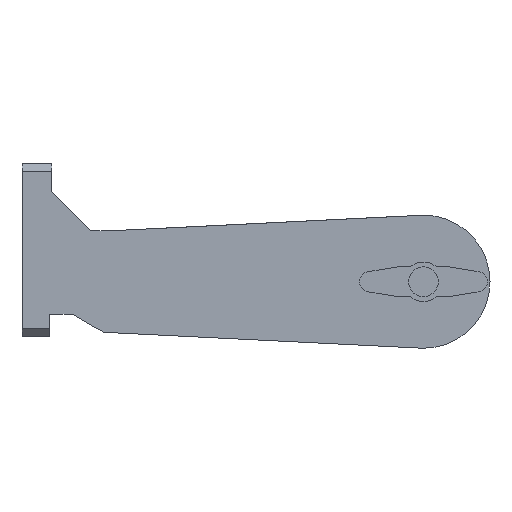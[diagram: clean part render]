
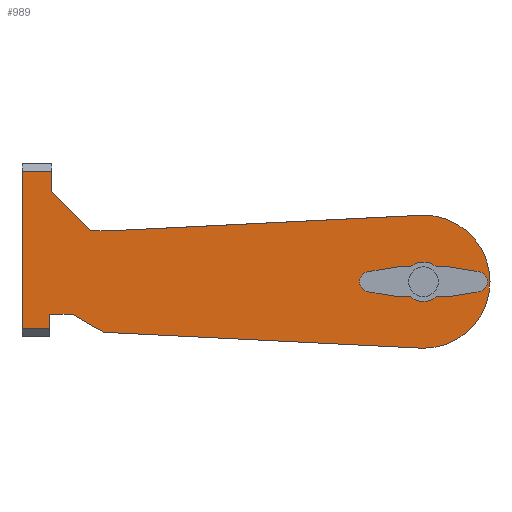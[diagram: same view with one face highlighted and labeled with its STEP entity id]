
A CAD part, front view. The second image highlights one B-rep face of the part: STEP entity #989.
In plain terms, the highlighted planar face has unit normal (0, -1, 0).
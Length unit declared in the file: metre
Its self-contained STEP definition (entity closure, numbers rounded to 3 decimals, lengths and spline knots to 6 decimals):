
#22=CIRCLE('',#1055,0.0064);
#23=CIRCLE('',#1056,0.0033);
#24=CIRCLE('',#1057,0.0064);
#25=CIRCLE('',#1058,0.0033);
#26=CIRCLE('',#1059,0.02159);
#60=ORIENTED_EDGE('',*,*,#343,.T.);
#61=ORIENTED_EDGE('',*,*,#344,.T.);
#62=ORIENTED_EDGE('',*,*,#345,.T.);
#63=ORIENTED_EDGE('',*,*,#346,.T.);
#64=ORIENTED_EDGE('',*,*,#347,.T.);
#65=ORIENTED_EDGE('',*,*,#348,.T.);
#66=ORIENTED_EDGE('',*,*,#349,.T.);
#67=ORIENTED_EDGE('',*,*,#350,.T.);
#68=ORIENTED_EDGE('',*,*,#351,.T.);
#69=ORIENTED_EDGE('',*,*,#352,.T.);
#70=ORIENTED_EDGE('',*,*,#353,.T.);
#71=ORIENTED_EDGE('',*,*,#354,.T.);
#72=ORIENTED_EDGE('',*,*,#355,.T.);
#73=ORIENTED_EDGE('',*,*,#356,.T.);
#74=ORIENTED_EDGE('',*,*,#357,.F.);
#75=ORIENTED_EDGE('',*,*,#358,.T.);
#76=ORIENTED_EDGE('',*,*,#334,.T.);
#77=ORIENTED_EDGE('',*,*,#340,.T.);
#78=ORIENTED_EDGE('',*,*,#359,.F.);
#79=ORIENTED_EDGE('',*,*,#360,.F.);
#80=ORIENTED_EDGE('',*,*,#361,.F.);
#81=ORIENTED_EDGE('',*,*,#362,.F.);
#82=ORIENTED_EDGE('',*,*,#363,.T.);
#83=ORIENTED_EDGE('',*,*,#364,.F.);
#84=ORIENTED_EDGE('',*,*,#365,.T.);
#334=EDGE_CURVE('',#477,#476,#572,.F.);
#340=EDGE_CURVE('',#476,#482,#578,.T.);
#343=EDGE_CURVE('',#484,#485,#22,.T.);
#344=EDGE_CURVE('',#485,#486,#581,.T.);
#345=EDGE_CURVE('',#486,#487,#582,.T.);
#346=EDGE_CURVE('',#487,#488,#23,.T.);
#347=EDGE_CURVE('',#488,#489,#583,.T.);
#348=EDGE_CURVE('',#489,#490,#584,.T.);
#349=EDGE_CURVE('',#490,#491,#24,.T.);
#350=EDGE_CURVE('',#491,#492,#585,.T.);
#351=EDGE_CURVE('',#492,#493,#586,.T.);
#352=EDGE_CURVE('',#493,#494,#25,.T.);
#353=EDGE_CURVE('',#494,#495,#587,.T.);
#354=EDGE_CURVE('',#495,#484,#588,.T.);
#355=EDGE_CURVE('',#496,#497,#589,.T.);
#356=EDGE_CURVE('',#497,#498,#590,.T.);
#357=EDGE_CURVE('',#499,#498,#591,.T.);
#358=EDGE_CURVE('',#499,#477,#592,.T.);
#359=EDGE_CURVE('',#500,#482,#593,.T.);
#360=EDGE_CURVE('',#501,#500,#26,.T.);
#361=EDGE_CURVE('',#502,#501,#594,.T.);
#362=EDGE_CURVE('',#503,#502,#595,.T.);
#363=EDGE_CURVE('',#503,#504,#596,.T.);
#364=EDGE_CURVE('',#505,#504,#597,.T.);
#365=EDGE_CURVE('',#505,#496,#598,.T.);
#476=VERTEX_POINT('',#1409);
#477=VERTEX_POINT('',#1411);
#482=VERTEX_POINT('',#1424);
#484=VERTEX_POINT('',#1430);
#485=VERTEX_POINT('',#1431);
#486=VERTEX_POINT('',#1433);
#487=VERTEX_POINT('',#1435);
#488=VERTEX_POINT('',#1437);
#489=VERTEX_POINT('',#1439);
#490=VERTEX_POINT('',#1441);
#491=VERTEX_POINT('',#1443);
#492=VERTEX_POINT('',#1445);
#493=VERTEX_POINT('',#1447);
#494=VERTEX_POINT('',#1449);
#495=VERTEX_POINT('',#1451);
#496=VERTEX_POINT('',#1454);
#497=VERTEX_POINT('',#1455);
#498=VERTEX_POINT('',#1457);
#499=VERTEX_POINT('',#1459);
#500=VERTEX_POINT('',#1462);
#501=VERTEX_POINT('',#1464);
#502=VERTEX_POINT('',#1466);
#503=VERTEX_POINT('',#1468);
#504=VERTEX_POINT('',#1470);
#505=VERTEX_POINT('',#1472);
#572=LINE('',#1410,#694);
#578=LINE('',#1423,#700);
#581=LINE('',#1432,#703);
#582=LINE('',#1434,#704);
#583=LINE('',#1438,#705);
#584=LINE('',#1440,#706);
#585=LINE('',#1444,#707);
#586=LINE('',#1446,#708);
#587=LINE('',#1450,#709);
#588=LINE('',#1452,#710);
#589=LINE('',#1453,#711);
#590=LINE('',#1456,#712);
#591=LINE('',#1458,#713);
#592=LINE('',#1460,#714);
#593=LINE('',#1461,#715);
#594=LINE('',#1465,#716);
#595=LINE('',#1467,#717);
#596=LINE('',#1469,#718);
#597=LINE('',#1471,#719);
#598=LINE('',#1473,#720);
#694=VECTOR('',#1135,1.);
#700=VECTOR('',#1145,1.);
#703=VECTOR('',#1152,1.);
#704=VECTOR('',#1153,1.);
#705=VECTOR('',#1156,1.);
#706=VECTOR('',#1157,1.);
#707=VECTOR('',#1160,1.);
#708=VECTOR('',#1161,1.);
#709=VECTOR('',#1164,1.);
#710=VECTOR('',#1165,1.);
#711=VECTOR('',#1166,1.);
#712=VECTOR('',#1167,1.);
#713=VECTOR('',#1168,1.);
#714=VECTOR('',#1169,1.);
#715=VECTOR('',#1170,1.);
#716=VECTOR('',#1173,1.);
#717=VECTOR('',#1174,1.);
#718=VECTOR('',#1175,1.);
#719=VECTOR('',#1176,1.);
#720=VECTOR('',#1177,1.);
#811=EDGE_LOOP('',(#60,#61,#62,#63,#64,#65,#66,#67,#68,#69,#70,#71));
#812=EDGE_LOOP('',(#72,#73,#74,#75,#76,#77,#78,#79,#80,#81,#82,#83,#84));
#879=FACE_BOUND('',#811,.T.);
#880=FACE_BOUND('',#812,.T.);
#947=PLANE('',#1054);
#989=ADVANCED_FACE('',(#879,#880),#947,.F.);
#1054=AXIS2_PLACEMENT_3D('',#1428,#1148,#1149);
#1055=AXIS2_PLACEMENT_3D('',#1429,#1150,#1151);
#1056=AXIS2_PLACEMENT_3D('',#1436,#1154,#1155);
#1057=AXIS2_PLACEMENT_3D('',#1442,#1158,#1159);
#1058=AXIS2_PLACEMENT_3D('',#1448,#1162,#1163);
#1059=AXIS2_PLACEMENT_3D('',#1463,#1171,#1172);
#1135=DIRECTION('',(-0.866,0.,0.5));
#1145=DIRECTION('',(1.,0.,0.));
#1148=DIRECTION('',(0.,1.,0.));
#1149=DIRECTION('',(-1.,0.,0.));
#1150=DIRECTION('',(0.,1.,0.));
#1151=DIRECTION('',(0.,0.,1.));
#1152=DIRECTION('',(1.,0.,0.));
#1153=DIRECTION('',(0.987,0.,-0.16));
#1154=DIRECTION('',(0.,1.,0.));
#1155=DIRECTION('',(0.,0.,1.));
#1156=DIRECTION('',(-0.987,0.,-0.16));
#1157=DIRECTION('',(-1.,0.,0.));
#1158=DIRECTION('',(0.,1.,0.));
#1159=DIRECTION('',(0.,0.,1.));
#1160=DIRECTION('',(-1.,0.,0.));
#1161=DIRECTION('',(-0.987,0.,0.16));
#1162=DIRECTION('',(0.,1.,0.));
#1163=DIRECTION('',(0.,0.,1.));
#1164=DIRECTION('',(0.987,0.,0.16));
#1165=DIRECTION('',(1.,0.,0.));
#1166=DIRECTION('',(0.,0.,-1.));
#1167=DIRECTION('',(1.,0.,0.));
#1168=DIRECTION('',(0.,0.,-1.));
#1169=DIRECTION('',(1.,0.,0.));
#1170=DIRECTION('',(-0.999,0.,0.05));
#1171=DIRECTION('',(0.,1.,0.));
#1172=DIRECTION('',(0.,0.,1.));
#1173=DIRECTION('',(0.999,0.,0.05));
#1174=DIRECTION('',(1.,0.,0.));
#1175=DIRECTION('',(-0.707,0.,0.707));
#1176=DIRECTION('',(0.,0.,-1.));
#1177=DIRECTION('',(-1.,0.,0.));
#1409=CARTESIAN_POINT('',(-0.042759,0.00494,0.150567));
#1410=CARTESIAN_POINT('',(-0.055459,0.00494,0.1579));
#1411=CARTESIAN_POINT('',(-0.053093,0.00494,0.156534));
#1423=CARTESIAN_POINT('',(-0.069431,0.00494,0.150567));
#1424=CARTESIAN_POINT('',(-0.040789,0.00494,0.150567));
#1428=CARTESIAN_POINT('',(-0.017294,0.00494,0.167077));
#1429=CARTESIAN_POINT('',(0.060811,0.00494,0.167077));
#1430=CARTESIAN_POINT('',(0.056578,0.00494,0.171877));
#1431=CARTESIAN_POINT('',(0.065044,0.00494,0.171877));
#1432=CARTESIAN_POINT('',(0.067169,0.00494,0.171877));
#1433=CARTESIAN_POINT('',(0.069295,0.00494,0.171877));
#1434=CARTESIAN_POINT('',(0.074066,0.00494,0.171106));
#1435=CARTESIAN_POINT('',(0.078838,0.00494,0.170335));
#1436=CARTESIAN_POINT('',(0.078311,0.00494,0.167077));
#1437=CARTESIAN_POINT('',(0.078838,0.00494,0.16382));
#1438=CARTESIAN_POINT('',(0.074066,0.00494,0.163048));
#1439=CARTESIAN_POINT('',(0.069295,0.00494,0.162277));
#1440=CARTESIAN_POINT('',(0.067169,0.00494,0.162277));
#1441=CARTESIAN_POINT('',(0.065044,0.00494,0.162277));
#1442=CARTESIAN_POINT('',(0.060811,0.00494,0.167077));
#1443=CARTESIAN_POINT('',(0.056578,0.00494,0.162277));
#1444=CARTESIAN_POINT('',(0.054453,0.00494,0.162277));
#1445=CARTESIAN_POINT('',(0.052328,0.00494,0.162277));
#1446=CARTESIAN_POINT('',(0.047556,0.00494,0.163048));
#1447=CARTESIAN_POINT('',(0.042785,0.00494,0.16382));
#1448=CARTESIAN_POINT('',(0.043311,0.00494,0.167077));
#1449=CARTESIAN_POINT('',(0.042785,0.00494,0.170335));
#1450=CARTESIAN_POINT('',(0.047556,0.00494,0.171106));
#1451=CARTESIAN_POINT('',(0.052328,0.00494,0.171877));
#1452=CARTESIAN_POINT('',(0.054453,0.00494,0.171877));
#1453=CARTESIAN_POINT('',(-0.069429,0.00494,0.167082));
#1454=CARTESIAN_POINT('',(-0.069429,0.00494,0.202813));
#1455=CARTESIAN_POINT('',(-0.069429,0.00494,0.151837));
#1456=CARTESIAN_POINT('',(-0.060539,0.00494,0.151837));
#1457=CARTESIAN_POINT('',(-0.060539,0.00494,0.151837));
#1458=CARTESIAN_POINT('',(-0.060539,0.00494,0.156536));
#1459=CARTESIAN_POINT('',(-0.060539,0.00494,0.156534));
#1460=CARTESIAN_POINT('',(-0.069431,0.00494,0.156534));
#1461=CARTESIAN_POINT('',(0.047669,0.00494,0.146144));
#1462=CARTESIAN_POINT('',(0.060811,0.00494,0.145487));
#1463=CARTESIAN_POINT('',(0.060811,0.00494,0.167077));
#1464=CARTESIAN_POINT('',(0.060811,0.00494,0.188667));
#1465=CARTESIAN_POINT('',(0.047671,0.00494,0.188012));
#1466=CARTESIAN_POINT('',(-0.040789,0.00494,0.183596));
#1467=CARTESIAN_POINT('',(-0.059839,0.00494,0.183596));
#1468=CARTESIAN_POINT('',(-0.047139,0.00494,0.183596));
#1469=CARTESIAN_POINT('',(-0.023957,0.00494,0.160414));
#1470=CARTESIAN_POINT('',(-0.059839,0.00494,0.196296));
#1471=CARTESIAN_POINT('',(-0.059839,0.00494,0.167082));
#1472=CARTESIAN_POINT('',(-0.059839,0.00494,0.202813));
#1473=CARTESIAN_POINT('',(-0.069429,0.00494,0.202813));
